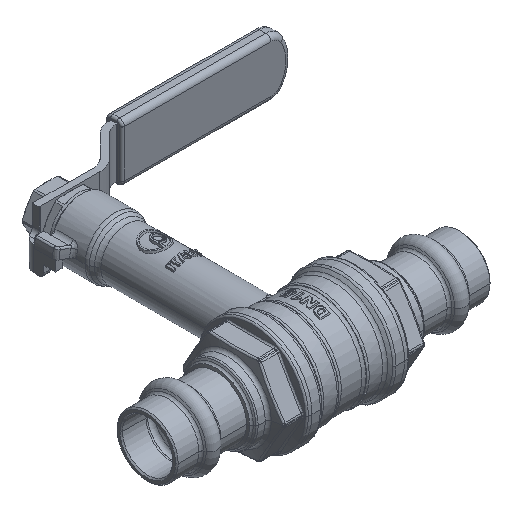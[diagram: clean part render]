
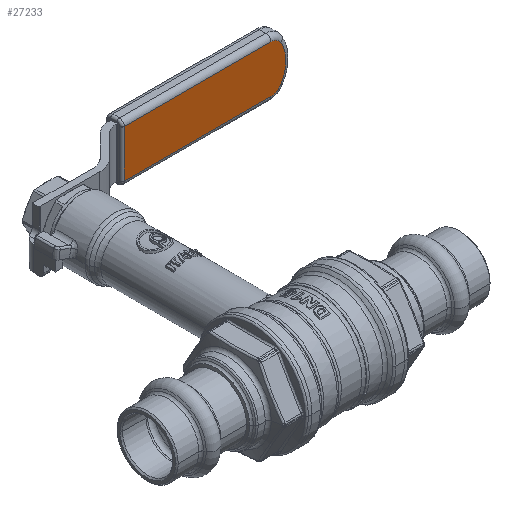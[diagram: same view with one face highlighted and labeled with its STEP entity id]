
A CAD part, isometric view. The second image highlights one B-rep face of the part: STEP entity #27233.
In plain terms, the highlighted planar face has unit normal (0, -1, 0).
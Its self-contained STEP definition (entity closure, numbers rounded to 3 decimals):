
#26792=DIRECTION('',(0.,0.,-1.));
#26793=VECTOR('',#26792,14.3);
#26794=CARTESIAN_POINT('',(50.3,-2.5,7.15));
#26795=LINE('',#26794,#26793);
#26935=DIRECTION('',(1.,0.,0.));
#26936=VECTOR('',#26935,44.273);
#26937=CARTESIAN_POINT('',(6.027,-2.5,7.15));
#26938=LINE('',#26937,#26936);
#26953=CARTESIAN_POINT('',(6.027,-2.5,3.65));
#26954=DIRECTION('',(0.,1.,0.));
#26955=DIRECTION('',(-0.853,0.,0.521));
#26956=AXIS2_PLACEMENT_3D('',#26953,#26954,#26955);
#27019=CARTESIAN_POINT('',(12.,-2.5,0.));
#27020=DIRECTION('',(0.,1.,0.));
#27021=DIRECTION('',(-0.853,0.,-0.521));
#27022=AXIS2_PLACEMENT_3D('',#27019,#27020,#27021);
#27034=CARTESIAN_POINT('',(6.027,-2.5,-3.65));
#27035=DIRECTION('',(0.,1.,0.));
#27036=DIRECTION('',(0.,0.,-1.));
#27037=AXIS2_PLACEMENT_3D('',#27034,#27035,#27036);
#27107=DIRECTION('',(-1.,0.,0.));
#27108=VECTOR('',#27107,44.273);
#27109=CARTESIAN_POINT('',(50.3,-2.5,-7.15));
#27110=LINE('',#27109,#27108);
#27170=CARTESIAN_POINT('',(6.027,-2.5,-7.15));
#27171=CARTESIAN_POINT('',(3.04,-2.5,-5.475));
#27172=VERTEX_POINT('',#27170);
#27173=VERTEX_POINT('',#27171);
#27176=CARTESIAN_POINT('',(3.04,-2.5,5.475));
#27177=VERTEX_POINT('',#27176);
#27180=CARTESIAN_POINT('',(6.027,-2.5,7.15));
#27181=VERTEX_POINT('',#27180);
#27200=CARTESIAN_POINT('',(50.3,-2.5,7.15));
#27201=VERTEX_POINT('',#27200);
#27204=CARTESIAN_POINT('',(50.3,-2.5,-7.15));
#27205=VERTEX_POINT('',#27204);
#27214=CARTESIAN_POINT('',(0.,-2.5,8.65));
#27215=DIRECTION('',(0.,-1.,0.));
#27216=DIRECTION('',(0.,0.,-1.));
#27217=AXIS2_PLACEMENT_3D('',#27214,#27215,#27216);
#27218=PLANE('',#27217);
#27220=ORIENTED_EDGE('',*,*,#27219,.T.);
#27222=ORIENTED_EDGE('',*,*,#27221,.T.);
#27224=ORIENTED_EDGE('',*,*,#27223,.T.);
#27226=ORIENTED_EDGE('',*,*,#27225,.T.);
#27228=ORIENTED_EDGE('',*,*,#27227,.T.);
#27230=ORIENTED_EDGE('',*,*,#27229,.T.);
#27231=EDGE_LOOP('',(#27220,#27222,#27224,#27226,#27228,#27230));
#27232=FACE_OUTER_BOUND('',#27231,.F.);
#27233=ADVANCED_FACE('',(#27232),#27218,.T.);
#26957=CIRCLE('',#26956,3.5);
#27023=CIRCLE('',#27022,10.5);
#27038=CIRCLE('',#27037,3.5);
#27219=EDGE_CURVE('',#27201,#27205,#26795,.T.);
#27221=EDGE_CURVE('',#27205,#27172,#27110,.T.);
#27223=EDGE_CURVE('',#27172,#27173,#27038,.T.);
#27225=EDGE_CURVE('',#27173,#27177,#27023,.T.);
#27227=EDGE_CURVE('',#27177,#27181,#26957,.T.);
#27229=EDGE_CURVE('',#27181,#27201,#26938,.T.);
